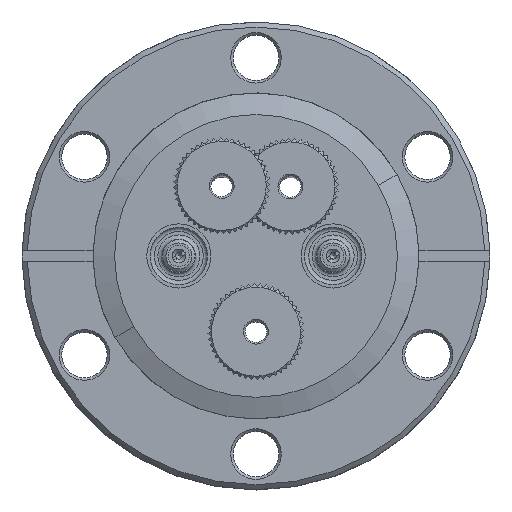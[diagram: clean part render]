
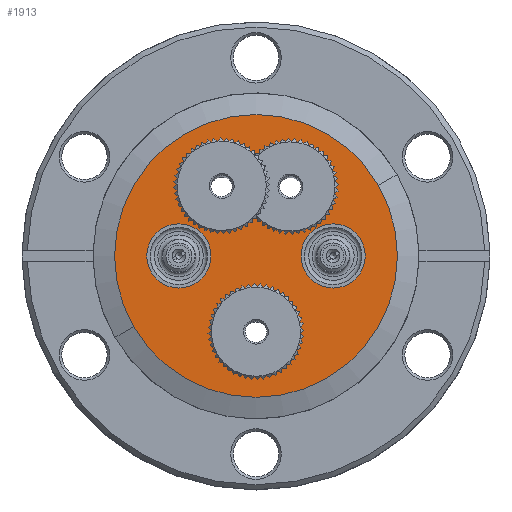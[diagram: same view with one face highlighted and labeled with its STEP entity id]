
A CAD part, top view. The second image highlights one B-rep face of the part: STEP entity #1913.
In plain terms, the highlighted planar face has unit normal (0, 0, 1).
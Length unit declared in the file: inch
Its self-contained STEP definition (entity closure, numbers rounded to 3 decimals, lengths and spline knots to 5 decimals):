
#1646=FACE_BOUND('',#3205,.T.);
#1647=FACE_BOUND('',#3206,.T.);
#1648=FACE_BOUND('',#3207,.T.);
#1649=FACE_BOUND('',#3208,.T.);
#1650=FACE_BOUND('',#3209,.T.);
#1651=FACE_BOUND('',#3210,.T.);
#1913=ADVANCED_FACE('',(#1646,#1647,#1648,#1649,#1650,#1651),#2403,.T.);
#2403=PLANE('',#8554);
#3205=EDGE_LOOP('',(#3883));
#3206=EDGE_LOOP('',(#3884));
#3207=EDGE_LOOP('',(#3885));
#3208=EDGE_LOOP('',(#3886));
#3209=EDGE_LOOP('',(#3887,#3888));
#3210=EDGE_LOOP('',(#3889));
#3883=ORIENTED_EDGE('',*,*,#7100,.F.);
#3884=ORIENTED_EDGE('',*,*,#7101,.F.);
#3885=ORIENTED_EDGE('',*,*,#7102,.F.);
#3886=ORIENTED_EDGE('',*,*,#7103,.F.);
#3887=ORIENTED_EDGE('',*,*,#7104,.T.);
#3888=ORIENTED_EDGE('',*,*,#7105,.F.);
#3889=ORIENTED_EDGE('',*,*,#7106,.F.);
#6257=VERTEX_POINT('',#11625);
#6258=VERTEX_POINT('',#11627);
#6259=VERTEX_POINT('',#11629);
#6260=VERTEX_POINT('',#11631);
#6261=VERTEX_POINT('',#11633);
#6262=VERTEX_POINT('',#11634);
#6263=VERTEX_POINT('',#11637);
#7100=EDGE_CURVE('',#6257,#6257,#8297,.T.);
#7101=EDGE_CURVE('',#6258,#6258,#8298,.T.);
#7102=EDGE_CURVE('',#6259,#6259,#8299,.T.);
#7103=EDGE_CURVE('',#6260,#6260,#8300,.T.);
#7104=EDGE_CURVE('',#6261,#6262,#8301,.T.);
#7105=EDGE_CURVE('',#6261,#6262,#8302,.T.);
#7106=EDGE_CURVE('',#6263,#6263,#8303,.T.);
#8297=CIRCLE('',#8547,0.09375);
#8298=CIRCLE('',#8548,0.0935);
#8299=CIRCLE('',#8549,0.0935);
#8300=CIRCLE('',#8550,0.18725);
#8301=CIRCLE('',#8551,0.825);
#8302=CIRCLE('',#8552,0.825);
#8303=CIRCLE('',#8553,0.18725);
#8547=AXIS2_PLACEMENT_3D('',#11624,#9350,#9351);
#8548=AXIS2_PLACEMENT_3D('',#11626,#9352,#9353);
#8549=AXIS2_PLACEMENT_3D('',#11628,#9354,#9355);
#8550=AXIS2_PLACEMENT_3D('',#11630,#9356,#9357);
#8551=AXIS2_PLACEMENT_3D('',#11632,#9358,#9359);
#8552=AXIS2_PLACEMENT_3D('',#11635,#9360,#9361);
#8553=AXIS2_PLACEMENT_3D('',#11636,#9362,#9363);
#8554=AXIS2_PLACEMENT_3D('',#11638,#9364,#9365);
#9350=DIRECTION('',(0.,0.,1.));
#9351=DIRECTION('',(1.,0.,0.));
#9352=DIRECTION('',(0.,0.,1.));
#9353=DIRECTION('',(1.,0.,0.));
#9354=DIRECTION('',(0.,0.,1.));
#9355=DIRECTION('',(1.,0.,0.));
#9356=DIRECTION('',(0.,0.,1.));
#9357=DIRECTION('',(0.5,-0.866,0.));
#9358=DIRECTION('',(0.,0.,1.));
#9359=DIRECTION('',(0.866,0.5,0.));
#9360=DIRECTION('',(0.,0.,-1.));
#9361=DIRECTION('',(0.866,0.5,0.));
#9362=DIRECTION('',(0.,0.,1.));
#9363=DIRECTION('',(0.5,-0.866,0.));
#9364=DIRECTION('',(0.,0.,1.));
#9365=DIRECTION('',(0.866,0.5,0.));
#11624=CARTESIAN_POINT('',(-0.05214,-0.428,-0.10153));
#11625=CARTESIAN_POINT('',(0.04161,-0.428,-0.10153));
#11626=CARTESIAN_POINT('',(0.14786,0.422,-0.10153));
#11627=CARTESIAN_POINT('',(0.24136,0.422,-0.10153));
#11628=CARTESIAN_POINT('',(-0.25214,0.422,-0.10153));
#11629=CARTESIAN_POINT('',(-0.15864,0.422,-0.10153));
#11630=CARTESIAN_POINT('',(0.39786,0.022,-0.10153));
#11631=CARTESIAN_POINT('',(0.49149,-0.14016,-0.10153));
#11632=CARTESIAN_POINT('',(-0.05214,0.022,-0.10153));
#11633=CARTESIAN_POINT('',(0.66234,0.4345,-0.10153));
#11634=CARTESIAN_POINT('',(-0.76661,-0.3905,-0.10153));
#11635=CARTESIAN_POINT('',(-0.05214,0.022,-0.10153));
#11636=CARTESIAN_POINT('',(-0.50214,0.022,-0.10153));
#11637=CARTESIAN_POINT('',(-0.40851,-0.14016,-0.10153));
#11638=CARTESIAN_POINT('',(-0.05214,0.022,-0.10153));
